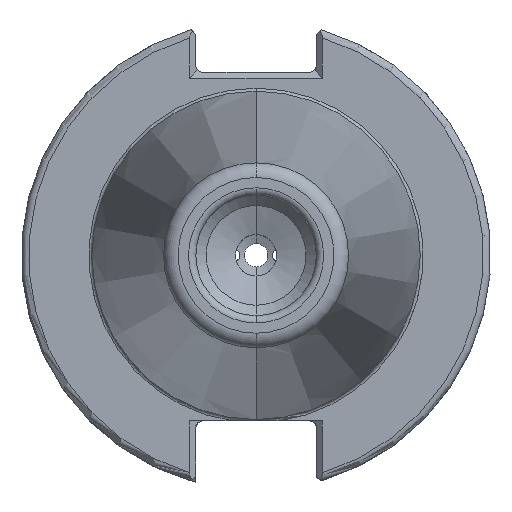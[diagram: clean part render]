
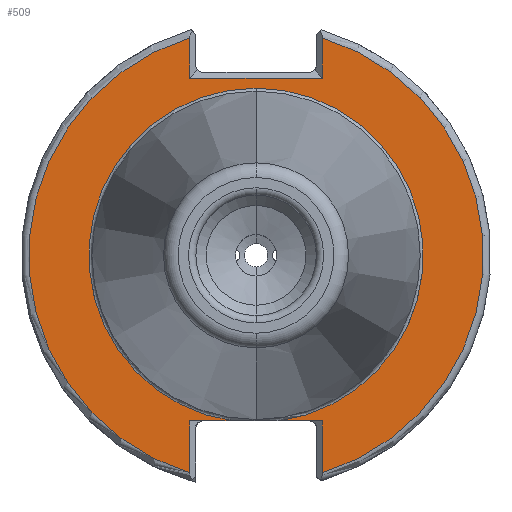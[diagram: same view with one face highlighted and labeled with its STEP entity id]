
A CAD part, left-side view. The second image highlights one B-rep face of the part: STEP entity #509.
In plain terms, the highlighted planar face has unit normal (-1, 0, 0).
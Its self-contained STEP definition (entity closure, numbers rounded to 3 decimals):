
#57 = AXIS2_PLACEMENT_3D ( 'NONE', #2552, #352, #2913 ) ;
#106 = DIRECTION ( 'NONE',  ( 0., 0., 1. ) ) ;
#168 = VECTOR ( 'NONE', #2479, 1000. ) ;
#206 = LINE ( 'NONE', #1362, #2503 ) ;
#269 = DIRECTION ( 'NONE',  ( -1., 0., 0. ) ) ;
#272 = DIRECTION ( 'NONE',  ( 0., 0., 1. ) ) ;
#275 = CARTESIAN_POINT ( 'NONE',  ( -76.82, 0., 0. ) ) ;
#277 = EDGE_CURVE ( 'NONE', #3273, #2190, #782, .T. ) ;
#281 = CARTESIAN_POINT ( 'NONE',  ( -76.82, -8.99, 24.8 ) ) ;
#291 = EDGE_CURVE ( 'NONE', #900, #869, #1761, .T. ) ;
#322 = CARTESIAN_POINT ( 'NONE',  ( -76.82, 0., 24. ) ) ;
#352 = DIRECTION ( 'NONE',  ( -1., 0., 0. ) ) ;
#381 = EDGE_CURVE ( 'NONE', #2635, #3843, #3359, .T. ) ;
#401 = ORIENTED_EDGE ( 'NONE', *, *, #1855, .T. ) ;
#414 = CARTESIAN_POINT ( 'NONE',  ( -76.82, -8.19, -22.41 ) ) ;
#509 = ADVANCED_FACE ( 'NONE', ( #1305 ), #2098, .F. ) ;
#644 = CARTESIAN_POINT ( 'NONE',  ( -76.82, 8.99, 24. ) ) ;
#782 = CIRCLE ( 'NONE', #3299, 22.625 ) ;
#818 = VERTEX_POINT ( 'NONE', #3877 ) ;
#869 = VERTEX_POINT ( 'NONE', #959 ) ;
#895 = VECTOR ( 'NONE', #4140, 1000. ) ;
#900 = VERTEX_POINT ( 'NONE', #644 ) ;
#944 = CIRCLE ( 'NONE', #57, 30.775 ) ;
#959 = CARTESIAN_POINT ( 'NONE',  ( -76.82, 8.99, 29.433 ) ) ;
#1023 = DIRECTION ( 'NONE',  ( -1., 0., 0. ) ) ;
#1030 = ORIENTED_EDGE ( 'NONE', *, *, #4004, .T. ) ;
#1256 = AXIS2_PLACEMENT_3D ( 'NONE', #3212, #1023, #3594 ) ;
#1297 = CARTESIAN_POINT ( 'NONE',  ( -76.82, -8.19, -22.41 ) ) ;
#1305 = FACE_OUTER_BOUND ( 'NONE', #3316, .T. ) ;
#1362 = CARTESIAN_POINT ( 'NONE',  ( -76.82, 8.99, 0. ) ) ;
#1367 = EDGE_CURVE ( 'NONE', #1499, #2190, #4511, .T. ) ;
#1420 = VECTOR ( 'NONE', #1661, 1000. ) ;
#1451 = ORIENTED_EDGE ( 'NONE', *, *, #291, .T. ) ;
#1499 = VERTEX_POINT ( 'NONE', #2335 ) ;
#1523 = CARTESIAN_POINT ( 'NONE',  ( -76.82, -8.99, 0. ) ) ;
#1628 = AXIS2_PLACEMENT_3D ( 'NONE', #2464, #269, #2834 ) ;
#1635 = VERTEX_POINT ( 'NONE', #2786 ) ;
#1661 = DIRECTION ( 'NONE',  ( 0., -1., 0. ) ) ;
#1669 = EDGE_CURVE ( 'NONE', #2635, #3273, #2723, .T. ) ;
#1673 = ORIENTED_EDGE ( 'NONE', *, *, #1669, .F. ) ;
#1680 = CARTESIAN_POINT ( 'NONE',  ( -76.82, -3.112, -22.41 ) ) ;
#1718 = ORIENTED_EDGE ( 'NONE', *, *, #1367, .T. ) ;
#1749 = DIRECTION ( 'NONE',  ( 0., 0., -1. ) ) ;
#1761 = LINE ( 'NONE', #3770, #895 ) ;
#1855 = EDGE_CURVE ( 'NONE', #818, #1499, #206, .T. ) ;
#1943 = EDGE_CURVE ( 'NONE', #1635, #3460, #944, .T. ) ;
#2067 = VERTEX_POINT ( 'NONE', #3356 ) ;
#2098 = PLANE ( 'NONE',  #2718 ) ;
#2190 = VERTEX_POINT ( 'NONE', #3809 ) ;
#2203 = VECTOR ( 'NONE', #2500, 1000. ) ;
#2226 = LINE ( 'NONE', #281, #168 ) ;
#2291 = DIRECTION ( 'NONE',  ( -1., 0., 0. ) ) ;
#2335 = CARTESIAN_POINT ( 'NONE',  ( -76.82, 8.99, -22.41 ) ) ;
#2421 = ORIENTED_EDGE ( 'NONE', *, *, #2779, .T. ) ;
#2433 = ORIENTED_EDGE ( 'NONE', *, *, #277, .F. ) ;
#2439 = EDGE_CURVE ( 'NONE', #3843, #1635, #3468, .T. ) ;
#2464 = CARTESIAN_POINT ( 'NONE',  ( -76.82, 0., 0. ) ) ;
#2479 = DIRECTION ( 'NONE',  ( 0., 0., -1. ) ) ;
#2500 = DIRECTION ( 'NONE',  ( 0., 1., 0. ) ) ;
#2503 = VECTOR ( 'NONE', #272, 1000. ) ;
#2552 = CARTESIAN_POINT ( 'NONE',  ( -76.82, 0., 0. ) ) ;
#2588 = ORIENTED_EDGE ( 'NONE', *, *, #2439, .T. ) ;
#2635 = VERTEX_POINT ( 'NONE', #1680 ) ;
#2668 = VECTOR ( 'NONE', #4464, 1000. ) ;
#2718 = AXIS2_PLACEMENT_3D ( 'NONE', #275, #3947, #1749 ) ;
#2723 = CIRCLE ( 'NONE', #1628, 22.625 ) ;
#2779 = EDGE_CURVE ( 'NONE', #2067, #900, #4505, .T. ) ;
#2786 = CARTESIAN_POINT ( 'NONE',  ( -76.82, -8.99, -29.433 ) ) ;
#2834 = DIRECTION ( 'NONE',  ( 0., 0., 1. ) ) ;
#2913 = DIRECTION ( 'NONE',  ( 0., 0., -1. ) ) ;
#3212 = CARTESIAN_POINT ( 'NONE',  ( -76.82, 0., 0. ) ) ;
#3273 = VERTEX_POINT ( 'NONE', #4277 ) ;
#3299 = AXIS2_PLACEMENT_3D ( 'NONE', #4502, #2291, #106 ) ;
#3316 = EDGE_LOOP ( 'NONE', ( #1451, #4131, #401, #1718, #2433, #1673, #3508, #2588, #3962, #1030, #2421 ) ) ;
#3320 = EDGE_CURVE ( 'NONE', #869, #818, #3396, .T. ) ;
#3345 = VECTOR ( 'NONE', #3355, 1000. ) ;
#3355 = DIRECTION ( 'NONE',  ( 0., 0., -1. ) ) ;
#3356 = CARTESIAN_POINT ( 'NONE',  ( -76.82, -8.99, 24. ) ) ;
#3359 = LINE ( 'NONE', #1297, #1420 ) ;
#3396 = CIRCLE ( 'NONE', #1256, 30.775 ) ;
#3460 = VERTEX_POINT ( 'NONE', #4759 ) ;
#3468 = LINE ( 'NONE', #1523, #3345 ) ;
#3508 = ORIENTED_EDGE ( 'NONE', *, *, #381, .T. ) ;
#3594 = DIRECTION ( 'NONE',  ( 0., 0., -1. ) ) ;
#3770 = CARTESIAN_POINT ( 'NONE',  ( -76.82, 8.99, 30.701 ) ) ;
#3809 = CARTESIAN_POINT ( 'NONE',  ( -76.82, 3.112, -22.41 ) ) ;
#3843 = VERTEX_POINT ( 'NONE', #4176 ) ;
#3877 = CARTESIAN_POINT ( 'NONE',  ( -76.82, 8.99, -29.433 ) ) ;
#3947 = DIRECTION ( 'NONE',  ( 1., 0., 0. ) ) ;
#3962 = ORIENTED_EDGE ( 'NONE', *, *, #1943, .T. ) ;
#4004 = EDGE_CURVE ( 'NONE', #3460, #2067, #2226, .T. ) ;
#4131 = ORIENTED_EDGE ( 'NONE', *, *, #3320, .T. ) ;
#4140 = DIRECTION ( 'NONE',  ( 0., 0., 1. ) ) ;
#4176 = CARTESIAN_POINT ( 'NONE',  ( -76.82, -8.99, -22.41 ) ) ;
#4277 = CARTESIAN_POINT ( 'NONE',  ( -76.82, 0., 22.625 ) ) ;
#4464 = DIRECTION ( 'NONE',  ( 0., -1., 0. ) ) ;
#4502 = CARTESIAN_POINT ( 'NONE',  ( -76.82, 0., 0. ) ) ;
#4505 = LINE ( 'NONE', #322, #2203 ) ;
#4511 = LINE ( 'NONE', #414, #2668 ) ;
#4759 = CARTESIAN_POINT ( 'NONE',  ( -76.82, -8.99, 29.433 ) ) ;
